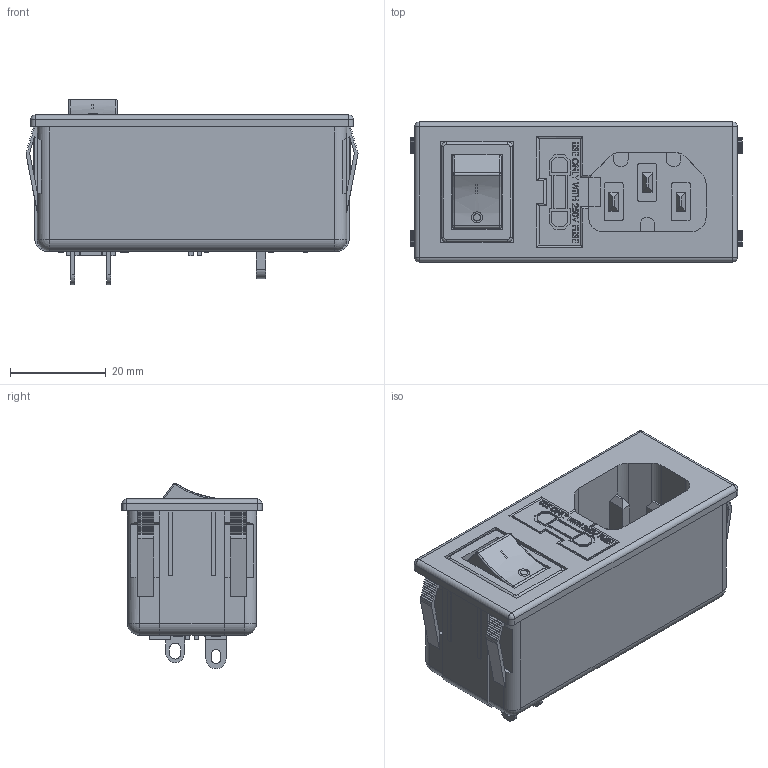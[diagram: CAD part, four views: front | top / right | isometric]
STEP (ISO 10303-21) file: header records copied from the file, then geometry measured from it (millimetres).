
FILE_DESCRIPTION (( 'STEP AP203' ), '1' );
FILE_NAME ('06A2D.STEP', '2012-09-28T02:10:57', ( 'ce-yang' ), ( '' ), 'SwSTEP 2.0', 'SolidWorks 2007', '' );
FILE_SCHEMA (( 'CONFIG_CONTROL_DESIGN' ));
Length unit declared in the file: millimetre
Products named in the file (1): 06A2D
Bounding box: 69.2 x 29.2 x 38.7 mm (x, y, z)
Surface area: 12176 mm2 (no closed solid volume)
Topology: 0 solids, 4 shells, 776 faces, 2099 edges, 1368 vertices
Faces by surface type: plane 591, cylinder 91, bspline 75, torus 11, sphere 8
Entity records: 28236 total; most frequent: CARTESIAN_POINT 9104, ORIENTED_EDGE 4178, DIRECTION 3498, EDGE_CURVE 2091, LINE 1738, VECTOR 1738, VERTEX_POINT 1368, AXIS2_PLACEMENT_3D 880
